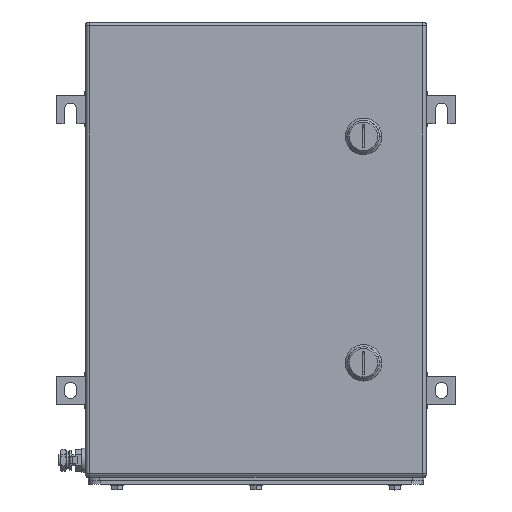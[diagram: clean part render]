
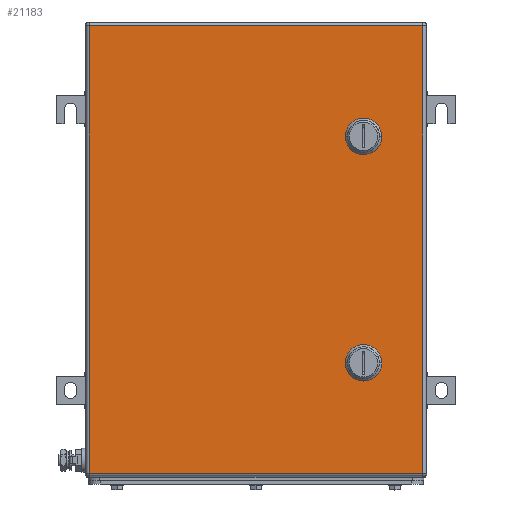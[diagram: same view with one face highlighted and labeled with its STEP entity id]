
A CAD part, top view. The second image highlights one B-rep face of the part: STEP entity #21183.
In plain terms, the highlighted planar face has unit normal (0, 0, 1).
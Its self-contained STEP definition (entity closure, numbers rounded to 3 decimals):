
#20997=AXIS2_PLACEMENT_3D('Circle Axis2P3D',#20995,#20996,$) ;
#21024=AXIS2_PLACEMENT_3D('Plane Axis2P3D',#21021,#21022,#21023) ;
#21069=AXIS2_PLACEMENT_3D('Circle Axis2P3D',#21067,#21068,$) ;
#21083=AXIS2_PLACEMENT_3D('Circle Axis2P3D',#21081,#21082,$) ;
#21097=AXIS2_PLACEMENT_3D('Circle Axis2P3D',#21095,#21096,$) ;
#21119=AXIS2_PLACEMENT_3D('Circle Axis2P3D',#21117,#21118,$) ;
#21135=AXIS2_PLACEMENT_3D('Circle Axis2P3D',#21133,#21134,$) ;
#21149=AXIS2_PLACEMENT_3D('Circle Axis2P3D',#21147,#21148,$) ;
#21163=AXIS2_PLACEMENT_3D('Circle Axis2P3D',#21161,#21162,$) ;
#20992=CARTESIAN_POINT('Vertex',(275.056,300.45,153.5)) ;
#20995=CARTESIAN_POINT('Axis2P3D Location',(270.,310.5,153.5)) ;
#20999=CARTESIAN_POINT('Vertex',(280.05,305.444,153.5)) ;
#21021=CARTESIAN_POINT('Axis2P3D Location',(175.5,211.,153.5)) ;
#21026=CARTESIAN_POINT('Line Origine',(175.5,407.5,153.5)) ;
#21030=CARTESIAN_POINT('Vertex',(322.,407.5,153.5)) ;
#21032=CARTESIAN_POINT('Vertex',(29.,407.5,153.5)) ;
#21035=CARTESIAN_POINT('Line Origine',(29.,211.,153.5)) ;
#21039=CARTESIAN_POINT('Vertex',(29.,14.5,153.5)) ;
#21042=CARTESIAN_POINT('Line Origine',(175.5,14.5,153.5)) ;
#21046=CARTESIAN_POINT('Vertex',(322.,14.5,153.5)) ;
#21049=CARTESIAN_POINT('Line Origine',(322.,211.,153.5)) ;
#21060=CARTESIAN_POINT('Line Origine',(270.,300.45,153.5)) ;
#21064=CARTESIAN_POINT('Vertex',(264.944,300.45,153.5)) ;
#21067=CARTESIAN_POINT('Axis2P3D Location',(270.,310.5,153.5)) ;
#21071=CARTESIAN_POINT('Vertex',(259.95,305.444,153.5)) ;
#21074=CARTESIAN_POINT('Line Origine',(259.95,310.5,153.5)) ;
#21078=CARTESIAN_POINT('Vertex',(259.95,315.556,153.5)) ;
#21081=CARTESIAN_POINT('Axis2P3D Location',(270.,310.5,153.5)) ;
#21085=CARTESIAN_POINT('Vertex',(264.944,320.55,153.5)) ;
#21088=CARTESIAN_POINT('Line Origine',(270.,320.55,153.5)) ;
#21092=CARTESIAN_POINT('Vertex',(275.056,320.55,153.5)) ;
#21095=CARTESIAN_POINT('Axis2P3D Location',(270.,310.5,153.5)) ;
#21099=CARTESIAN_POINT('Vertex',(280.05,315.556,153.5)) ;
#21102=CARTESIAN_POINT('Line Origine',(280.05,310.5,153.5)) ;
#21117=CARTESIAN_POINT('Axis2P3D Location',(270.,111.5,153.5)) ;
#21121=CARTESIAN_POINT('Vertex',(275.056,101.45,153.5)) ;
#21123=CARTESIAN_POINT('Vertex',(280.05,106.444,153.5)) ;
#21126=CARTESIAN_POINT('Line Origine',(270.,101.45,153.5)) ;
#21130=CARTESIAN_POINT('Vertex',(264.944,101.45,153.5)) ;
#21133=CARTESIAN_POINT('Axis2P3D Location',(270.,111.5,153.5)) ;
#21137=CARTESIAN_POINT('Vertex',(259.95,106.444,153.5)) ;
#21140=CARTESIAN_POINT('Line Origine',(259.95,111.5,153.5)) ;
#21144=CARTESIAN_POINT('Vertex',(259.95,116.556,153.5)) ;
#21147=CARTESIAN_POINT('Axis2P3D Location',(270.,111.5,153.5)) ;
#21151=CARTESIAN_POINT('Vertex',(264.944,121.55,153.5)) ;
#21154=CARTESIAN_POINT('Line Origine',(270.,121.55,153.5)) ;
#21158=CARTESIAN_POINT('Vertex',(275.056,121.55,153.5)) ;
#21161=CARTESIAN_POINT('Axis2P3D Location',(270.,111.5,153.5)) ;
#21165=CARTESIAN_POINT('Vertex',(280.05,116.556,153.5)) ;
#21168=CARTESIAN_POINT('Line Origine',(280.05,111.5,153.5)) ;
#20996=DIRECTION('Axis2P3D Direction',(0.,0.,1.)) ;
#21022=DIRECTION('Axis2P3D Direction',(0.,0.,1.)) ;
#21023=DIRECTION('Axis2P3D XDirection',(1.,0.,0.)) ;
#21027=DIRECTION('Vector Direction',(1.,0.,0.)) ;
#21036=DIRECTION('Vector Direction',(0.,-1.,0.)) ;
#21043=DIRECTION('Vector Direction',(1.,0.,0.)) ;
#21050=DIRECTION('Vector Direction',(0.,1.,0.)) ;
#21061=DIRECTION('Vector Direction',(1.,0.,0.)) ;
#21068=DIRECTION('Axis2P3D Direction',(0.,0.,1.)) ;
#21075=DIRECTION('Vector Direction',(0.,1.,0.)) ;
#21082=DIRECTION('Axis2P3D Direction',(0.,0.,1.)) ;
#21089=DIRECTION('Vector Direction',(1.,0.,0.)) ;
#21096=DIRECTION('Axis2P3D Direction',(0.,0.,1.)) ;
#21103=DIRECTION('Vector Direction',(0.,-1.,0.)) ;
#21118=DIRECTION('Axis2P3D Direction',(0.,0.,1.)) ;
#21127=DIRECTION('Vector Direction',(1.,0.,0.)) ;
#21134=DIRECTION('Axis2P3D Direction',(0.,0.,1.)) ;
#21141=DIRECTION('Vector Direction',(0.,1.,0.)) ;
#21148=DIRECTION('Axis2P3D Direction',(0.,0.,1.)) ;
#21155=DIRECTION('Vector Direction',(1.,0.,0.)) ;
#21162=DIRECTION('Axis2P3D Direction',(0.,0.,1.)) ;
#21169=DIRECTION('Vector Direction',(0.,-1.,0.)) ;
#21028=VECTOR('Line Direction',#21027,1.) ;
#21037=VECTOR('Line Direction',#21036,1.) ;
#21044=VECTOR('Line Direction',#21043,1.) ;
#21051=VECTOR('Line Direction',#21050,1.) ;
#21062=VECTOR('Line Direction',#21061,1.) ;
#21076=VECTOR('Line Direction',#21075,1.) ;
#21090=VECTOR('Line Direction',#21089,1.) ;
#21104=VECTOR('Line Direction',#21103,1.) ;
#21128=VECTOR('Line Direction',#21127,1.) ;
#21142=VECTOR('Line Direction',#21141,1.) ;
#21156=VECTOR('Line Direction',#21155,1.) ;
#21170=VECTOR('Line Direction',#21169,1.) ;
#21055=ORIENTED_EDGE('',*,*,#21034,.T.) ;
#21056=ORIENTED_EDGE('',*,*,#21041,.T.) ;
#21057=ORIENTED_EDGE('',*,*,#21048,.T.) ;
#21058=ORIENTED_EDGE('',*,*,#21053,.T.) ;
#21108=ORIENTED_EDGE('',*,*,#21066,.F.) ;
#21109=ORIENTED_EDGE('',*,*,#21073,.F.) ;
#21110=ORIENTED_EDGE('',*,*,#21080,.T.) ;
#21111=ORIENTED_EDGE('',*,*,#21087,.F.) ;
#21112=ORIENTED_EDGE('',*,*,#21094,.T.) ;
#21113=ORIENTED_EDGE('',*,*,#21101,.F.) ;
#21114=ORIENTED_EDGE('',*,*,#21106,.T.) ;
#21115=ORIENTED_EDGE('',*,*,#21001,.F.) ;
#21174=ORIENTED_EDGE('',*,*,#21125,.F.) ;
#21175=ORIENTED_EDGE('',*,*,#21132,.F.) ;
#21176=ORIENTED_EDGE('',*,*,#21139,.F.) ;
#21177=ORIENTED_EDGE('',*,*,#21146,.T.) ;
#21178=ORIENTED_EDGE('',*,*,#21153,.F.) ;
#21179=ORIENTED_EDGE('',*,*,#21160,.T.) ;
#21180=ORIENTED_EDGE('',*,*,#21167,.F.) ;
#21181=ORIENTED_EDGE('',*,*,#21172,.T.) ;
#21116=FACE_BOUND('',#21107,.T.) ;
#21182=FACE_BOUND('',#21173,.T.) ;
#21183=ADVANCED_FACE('ZUB_KTB_QL_403015_1GP_AllCATPart_AllCATPart.1\\ZUB_KTB_QL_403015_1GP_AllCATPart.2\\ZUB_DE_KTB_QL.1\\DE_KTB_MH_PART_MASTER.1\\Koerper.2',(#21059,#21116,#21182),#21025,.T.) ;
#20998=CIRCLE('generated circle',#20997,11.25) ;
#21070=CIRCLE('generated circle',#21069,11.25) ;
#21084=CIRCLE('generated circle',#21083,11.25) ;
#21098=CIRCLE('generated circle',#21097,11.25) ;
#21120=CIRCLE('generated circle',#21119,11.25) ;
#21136=CIRCLE('generated circle',#21135,11.25) ;
#21150=CIRCLE('generated circle',#21149,11.25) ;
#21164=CIRCLE('generated circle',#21163,11.25) ;
#21001=EDGE_CURVE('',#20993,#21000,#20998,.T.) ;
#21034=EDGE_CURVE('',#21031,#21033,#21029,.F.) ;
#21041=EDGE_CURVE('',#21033,#21040,#21038,.T.) ;
#21048=EDGE_CURVE('',#21040,#21047,#21045,.T.) ;
#21053=EDGE_CURVE('',#21047,#21031,#21052,.T.) ;
#21066=EDGE_CURVE('',#21065,#20993,#21063,.T.) ;
#21073=EDGE_CURVE('',#21072,#21065,#21070,.T.) ;
#21080=EDGE_CURVE('',#21072,#21079,#21077,.T.) ;
#21087=EDGE_CURVE('',#21086,#21079,#21084,.T.) ;
#21094=EDGE_CURVE('',#21086,#21093,#21091,.T.) ;
#21101=EDGE_CURVE('',#21100,#21093,#21098,.T.) ;
#21106=EDGE_CURVE('',#21100,#21000,#21105,.T.) ;
#21125=EDGE_CURVE('',#21122,#21124,#21120,.T.) ;
#21132=EDGE_CURVE('',#21131,#21122,#21129,.T.) ;
#21139=EDGE_CURVE('',#21138,#21131,#21136,.T.) ;
#21146=EDGE_CURVE('',#21138,#21145,#21143,.T.) ;
#21153=EDGE_CURVE('',#21152,#21145,#21150,.T.) ;
#21160=EDGE_CURVE('',#21152,#21159,#21157,.T.) ;
#21167=EDGE_CURVE('',#21166,#21159,#21164,.T.) ;
#21172=EDGE_CURVE('',#21166,#21124,#21171,.T.) ;
#21054=EDGE_LOOP('',(#21055,#21056,#21057,#21058)) ;
#21107=EDGE_LOOP('',(#21108,#21109,#21110,#21111,#21112,#21113,#21114,#21115)) ;
#21173=EDGE_LOOP('',(#21174,#21175,#21176,#21177,#21178,#21179,#21180,#21181)) ;
#21059=FACE_OUTER_BOUND('',#21054,.T.) ;
#21029=LINE('Line',#21026,#21028) ;
#21038=LINE('Line',#21035,#21037) ;
#21045=LINE('Line',#21042,#21044) ;
#21052=LINE('Line',#21049,#21051) ;
#21063=LINE('Line',#21060,#21062) ;
#21077=LINE('Line',#21074,#21076) ;
#21091=LINE('Line',#21088,#21090) ;
#21105=LINE('Line',#21102,#21104) ;
#21129=LINE('Line',#21126,#21128) ;
#21143=LINE('Line',#21140,#21142) ;
#21157=LINE('Line',#21154,#21156) ;
#21171=LINE('Line',#21168,#21170) ;
#21025=PLANE('',#21024) ;
#20993=VERTEX_POINT('',#20992) ;
#21000=VERTEX_POINT('',#20999) ;
#21031=VERTEX_POINT('',#21030) ;
#21033=VERTEX_POINT('',#21032) ;
#21040=VERTEX_POINT('',#21039) ;
#21047=VERTEX_POINT('',#21046) ;
#21065=VERTEX_POINT('',#21064) ;
#21072=VERTEX_POINT('',#21071) ;
#21079=VERTEX_POINT('',#21078) ;
#21086=VERTEX_POINT('',#21085) ;
#21093=VERTEX_POINT('',#21092) ;
#21100=VERTEX_POINT('',#21099) ;
#21122=VERTEX_POINT('',#21121) ;
#21124=VERTEX_POINT('',#21123) ;
#21131=VERTEX_POINT('',#21130) ;
#21138=VERTEX_POINT('',#21137) ;
#21145=VERTEX_POINT('',#21144) ;
#21152=VERTEX_POINT('',#21151) ;
#21159=VERTEX_POINT('',#21158) ;
#21166=VERTEX_POINT('',#21165) ;
